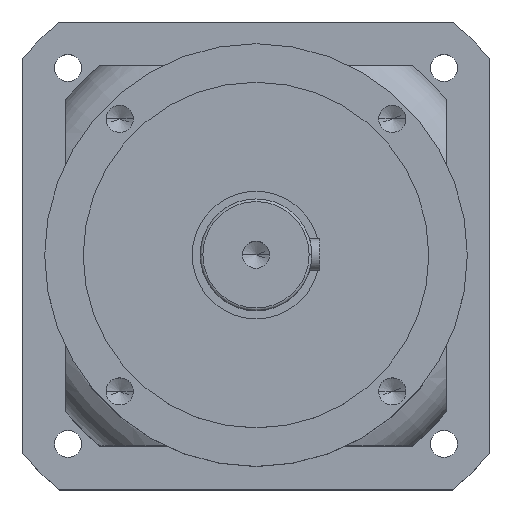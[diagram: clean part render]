
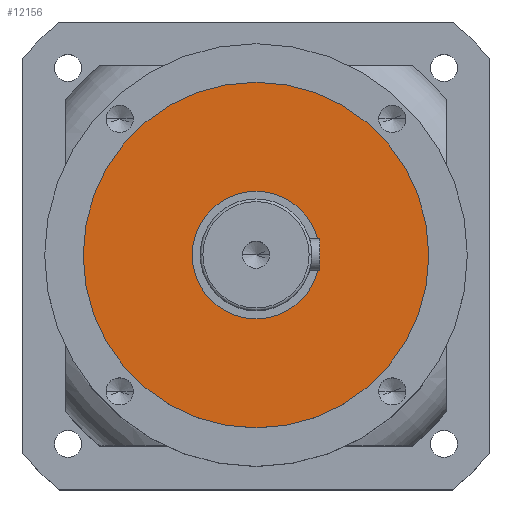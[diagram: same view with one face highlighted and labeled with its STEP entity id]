
A CAD part, top view. The second image highlights one B-rep face of the part: STEP entity #12156.
In plain terms, the highlighted planar face has unit normal (0, 0, 1).
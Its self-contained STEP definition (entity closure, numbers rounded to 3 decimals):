
#25 = VERTEX_POINT ( 'NONE', #2022 ) ;
#57 = CARTESIAN_POINT ( 'NONE',  ( -65., 0., -70. ) ) ;
#629 = CARTESIAN_POINT ( 'NONE',  ( 65., 0., -70. ) ) ;
#1315 = DIRECTION ( 'NONE',  ( -1., 0., 0. ) ) ;
#1445 = EDGE_CURVE ( 'NONE', #8248, #25, #9837, .T. ) ;
#2016 = DIRECTION ( 'NONE',  ( 0., 0., -1. ) ) ;
#2022 = CARTESIAN_POINT ( 'NONE',  ( 24., 0., -70. ) ) ;
#2025 = VERTEX_POINT ( 'NONE', #57 ) ;
#2073 = ORIENTED_EDGE ( 'NONE', *, *, #1445, .F. ) ;
#2193 = ORIENTED_EDGE ( 'NONE', *, *, #4083, .T. ) ;
#2506 = FACE_BOUND ( 'NONE', #11482, .T. ) ;
#2645 = AXIS2_PLACEMENT_3D ( 'NONE', #9590, #3533, #10593 ) ;
#2811 = AXIS2_PLACEMENT_3D ( 'NONE', #10044, #3985, #11049 ) ;
#2829 = CARTESIAN_POINT ( 'NONE',  ( 0., 0., -70. ) ) ;
#2972 = DIRECTION ( 'NONE',  ( 0., 0., 1. ) ) ;
#3014 = DIRECTION ( 'NONE',  ( 1., 0., 0. ) ) ;
#3533 = DIRECTION ( 'NONE',  ( 0., 0., 1. ) ) ;
#3985 = DIRECTION ( 'NONE',  ( 0., 0., 1. ) ) ;
#4083 = EDGE_CURVE ( 'NONE', #9355, #2025, #11155, .T. ) ;
#4461 = AXIS2_PLACEMENT_3D ( 'NONE', #11333, #5270, #12317 ) ;
#5270 = DIRECTION ( 'NONE',  ( 0., 0., 1. ) ) ;
#5529 = AXIS2_PLACEMENT_3D ( 'NONE', #2829, #2972, #3014 ) ;
#5646 = EDGE_LOOP ( 'NONE', ( #2193, #9313 ) ) ;
#5842 = ORIENTED_EDGE ( 'NONE', *, *, #10879, .F. ) ;
#7559 = FACE_OUTER_BOUND ( 'NONE', #5646, .T. ) ;
#8248 = VERTEX_POINT ( 'NONE', #12780 ) ;
#8939 = CIRCLE ( 'NONE', #2645, 65. ) ;
#9313 = ORIENTED_EDGE ( 'NONE', *, *, #12966, .T. ) ;
#9355 = VERTEX_POINT ( 'NONE', #629 ) ;
#9590 = CARTESIAN_POINT ( 'NONE',  ( 0., 0., -70. ) ) ;
#9835 = CIRCLE ( 'NONE', #4461, 24. ) ;
#9837 = CIRCLE ( 'NONE', #5529, 24. ) ;
#10044 = CARTESIAN_POINT ( 'NONE',  ( 0., 0., -70. ) ) ;
#10157 = AXIS2_PLACEMENT_3D ( 'NONE', #12453, #2016, #1315 ) ;
#10456 = PLANE ( 'NONE',  #10157 ) ;
#10593 = DIRECTION ( 'NONE',  ( 1., 0., 0. ) ) ;
#10879 = EDGE_CURVE ( 'NONE', #25, #8248, #9835, .T. ) ;
#11049 = DIRECTION ( 'NONE',  ( 1., 0., 0. ) ) ;
#11155 = CIRCLE ( 'NONE', #2811, 65. ) ;
#11333 = CARTESIAN_POINT ( 'NONE',  ( 0., 0., -70. ) ) ;
#11482 = EDGE_LOOP ( 'NONE', ( #5842, #2073 ) ) ;
#12156 = ADVANCED_FACE ( 'NONE', ( #2506, #7559 ), #10456, .F. ) ;
#12317 = DIRECTION ( 'NONE',  ( 1., 0., 0. ) ) ;
#12453 = CARTESIAN_POINT ( 'NONE',  ( 0., 65., -70. ) ) ;
#12780 = CARTESIAN_POINT ( 'NONE',  ( -24., 0., -70. ) ) ;
#12966 = EDGE_CURVE ( 'NONE', #2025, #9355, #8939, .T. ) ;
